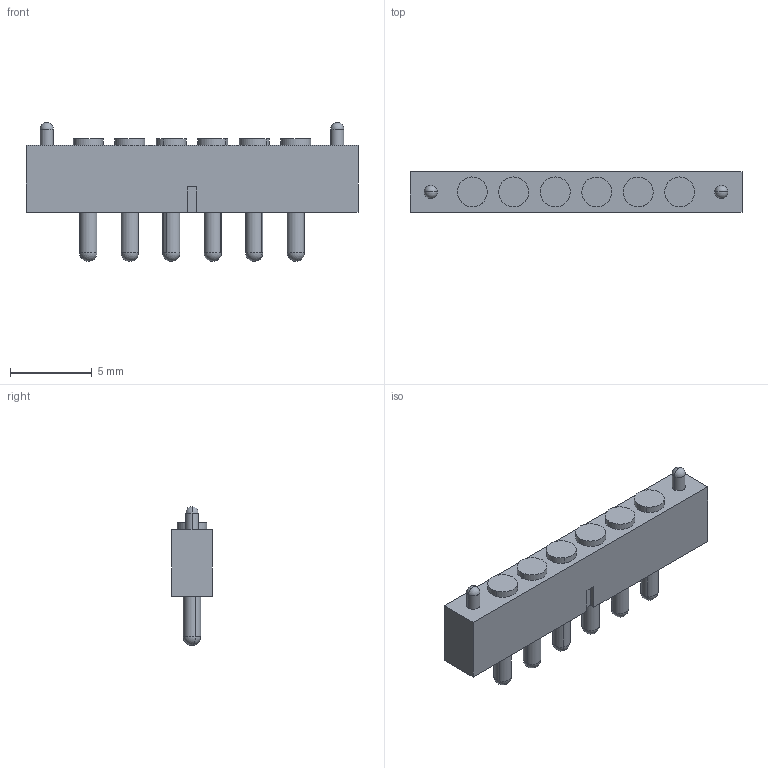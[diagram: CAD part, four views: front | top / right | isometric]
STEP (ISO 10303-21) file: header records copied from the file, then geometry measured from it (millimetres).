
FILE_DESCRIPTION (( 'STEP AP214' ), '1' );
FILE_NAME ('UEBK-13009.STEP', '2020-08-06T08:45:48', ( '' ), ( '' ), 'SwSTEP 2.0', 'SolidWorks 2020', '' );
FILE_SCHEMA (( 'AUTOMOTIVE_DESIGN' ));
Length unit declared in the file: millimetre
Products named in the file (3): UEBK-13009; UEBK-13009-Gehäuse; UEBK-13009-Pin
Assembly tree (7 placements, depth 2):
  UEBK-13009
    UEBK-13009-Gehäuse
    UEBK-13009-Pin  x6
Bounding box: 20.32 x 2.5 x 8.5 mm (x, y, z)
Volume: 236 mm3; surface area: 600.9 mm2
Topology: 7 solids, 7 shells, 112 faces, 264 edges, 164 vertices
Faces by surface type: cylinder 52, plane 32, sphere 16, torus 12
Entity records: 1554 total; most frequent: DIRECTION 280, CARTESIAN_POINT 242, ORIENTED_EDGE 224, EDGE_CURVE 112, AXIS2_PLACEMENT_3D 111, VERTEX_POINT 73, EDGE_LOOP 63, LINE 58
